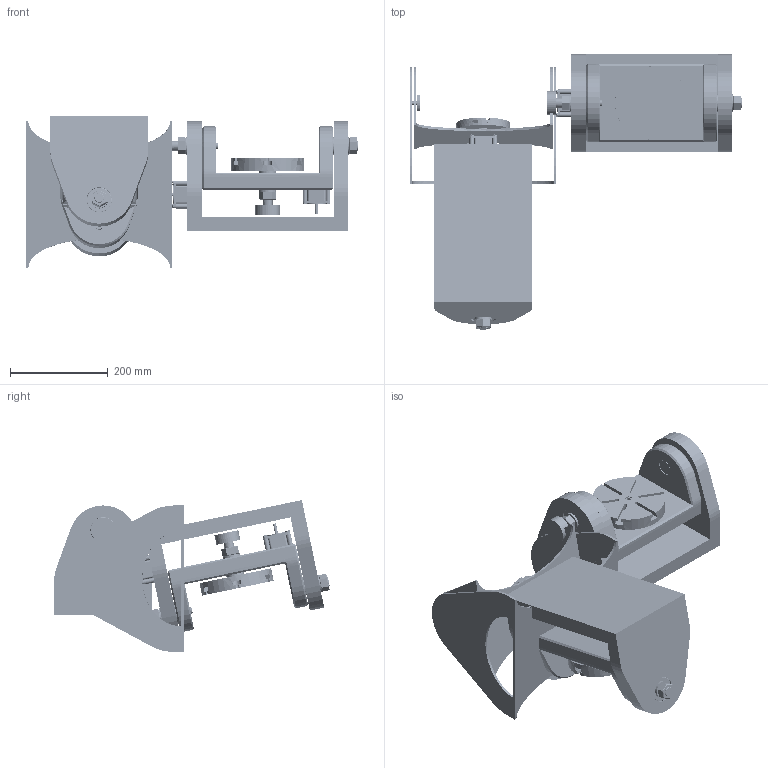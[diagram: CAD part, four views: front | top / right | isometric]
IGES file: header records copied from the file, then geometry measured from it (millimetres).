
Start section: SolidWorks IGES file using analytic representation for surfaces
Global section: file name: ENSAMBLAJE Peter.IGS; native system: SolidWorks 2019; preprocessor: SolidWorks 2019; author: Roberto; date: 200602.204919; units: millimetre
Bounding box: 679.95 x 564.1 x 311 mm (x, y, z)
Surface area: 1980188.5 mm2 (no closed solid volume)
Topology: 0 solids, 0 shells, 2679 faces, 43482 edges, 43442 vertices
Faces by surface type: bspline 1423, revolution 1256
